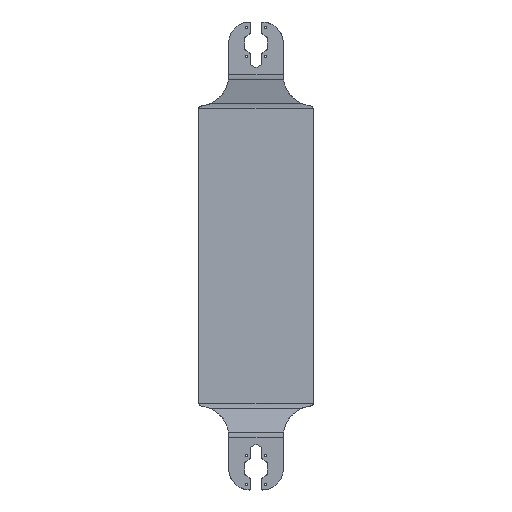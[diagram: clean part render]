
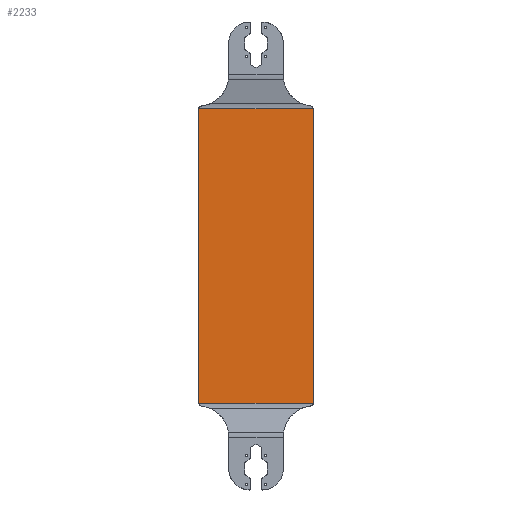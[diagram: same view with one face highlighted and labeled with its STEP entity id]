
A CAD part, front view. The second image highlights one B-rep face of the part: STEP entity #2233.
In plain terms, the highlighted planar face has unit normal (0, -1, 0).
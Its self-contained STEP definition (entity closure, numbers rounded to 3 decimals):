
#3 = VECTOR ( 'NONE', #3368, 1000. ) ;
#91 = CIRCLE ( 'NONE', #3293, 10. ) ;
#99 = CARTESIAN_POINT ( 'NONE',  ( -54.5, -25.609, 9.348 ) ) ;
#106 = ORIENTED_EDGE ( 'NONE', *, *, #2444, .T. ) ;
#124 = VECTOR ( 'NONE', #2696, 1000. ) ;
#200 = ORIENTED_EDGE ( 'NONE', *, *, #492, .T. ) ;
#287 = CARTESIAN_POINT ( 'NONE',  ( -54.5, -25.609, 650.652 ) ) ;
#299 = CARTESIAN_POINT ( 'NONE',  ( -44.5, -25.609, 650.652 ) ) ;
#377 = DIRECTION ( 'NONE',  ( 0., 0., -1. ) ) ;
#402 = VERTEX_POINT ( 'NONE', #287 ) ;
#404 = VECTOR ( 'NONE', #377, 1000. ) ;
#410 = DIRECTION ( 'NONE',  ( 0., 0., 1. ) ) ;
#492 = EDGE_CURVE ( 'NONE', #3604, #2383, #3254, .T. ) ;
#566 = LINE ( 'NONE', #2224, #1816 ) ;
#604 = DIRECTION ( 'NONE',  ( -1., 0., 0. ) ) ;
#626 = DIRECTION ( 'NONE',  ( 0., -1., 0. ) ) ;
#639 = AXIS2_PLACEMENT_3D ( 'NONE', #3795, #3812, #1613 ) ;
#717 = AXIS2_PLACEMENT_3D ( 'NONE', #2533, #2591, #3782 ) ;
#744 = LINE ( 'NONE', #2025, #124 ) ;
#860 = CARTESIAN_POINT ( 'NONE',  ( 198.725, -25.609, 654.511 ) ) ;
#940 = DIRECTION ( 'NONE',  ( 0., 0., 1. ) ) ;
#1190 = EDGE_CURVE ( 'NONE', #1538, #3604, #744, .T. ) ;
#1244 = PLANE ( 'NONE',  #717 ) ;
#1525 = CARTESIAN_POINT ( 'NONE',  ( 199.5, -25.609, 9.348 ) ) ;
#1538 = VERTEX_POINT ( 'NONE', #2543 ) ;
#1566 = DIRECTION ( 'NONE',  ( 0., -1., 0. ) ) ;
#1573 = ORIENTED_EDGE ( 'NONE', *, *, #3128, .F. ) ;
#1613 = DIRECTION ( 'NONE',  ( 0., 0., 1. ) ) ;
#1816 = VECTOR ( 'NONE', #604, 1000. ) ;
#1887 = VERTEX_POINT ( 'NONE', #1958 ) ;
#1958 = CARTESIAN_POINT ( 'NONE',  ( -53.725, -25.609, 654.511 ) ) ;
#2025 = CARTESIAN_POINT ( 'NONE',  ( 193.052, -25.609, 5.489 ) ) ;
#2026 = CIRCLE ( 'NONE', #2758, 10. ) ;
#2030 = VERTEX_POINT ( 'NONE', #99 ) ;
#2188 = VERTEX_POINT ( 'NONE', #3002 ) ;
#2224 = CARTESIAN_POINT ( 'NONE',  ( -48.052, -25.609, 654.511 ) ) ;
#2233 = ADVANCED_FACE ( 'NONE', ( #4093 ), #1244, .F. ) ;
#2383 = VERTEX_POINT ( 'NONE', #1525 ) ;
#2444 = EDGE_CURVE ( 'NONE', #2473, #1887, #566, .T. ) ;
#2473 = VERTEX_POINT ( 'NONE', #860 ) ;
#2533 = CARTESIAN_POINT ( 'NONE',  ( 199.5, -25.609, 660. ) ) ;
#2543 = CARTESIAN_POINT ( 'NONE',  ( -53.725, -25.609, 5.489 ) ) ;
#2591 = DIRECTION ( 'NONE',  ( 0., 1., 0. ) ) ;
#2610 = ORIENTED_EDGE ( 'NONE', *, *, #2814, .T. ) ;
#2640 = ORIENTED_EDGE ( 'NONE', *, *, #3646, .T. ) ;
#2647 = LINE ( 'NONE', #2669, #404 ) ;
#2669 = CARTESIAN_POINT ( 'NONE',  ( -54.5, -25.609, 660. ) ) ;
#2696 = DIRECTION ( 'NONE',  ( 1., 0., 0. ) ) ;
#2758 = AXIS2_PLACEMENT_3D ( 'NONE', #299, #626, #4065 ) ;
#2814 = EDGE_CURVE ( 'NONE', #1887, #402, #2026, .T. ) ;
#2865 = EDGE_CURVE ( 'NONE', #2030, #1538, #91, .T. ) ;
#3002 = CARTESIAN_POINT ( 'NONE',  ( 199.5, -25.609, 650.652 ) ) ;
#3128 = EDGE_CURVE ( 'NONE', #2188, #2383, #3627, .T. ) ;
#3241 = ORIENTED_EDGE ( 'NONE', *, *, #1190, .T. ) ;
#3254 = CIRCLE ( 'NONE', #639, 10. ) ;
#3293 = AXIS2_PLACEMENT_3D ( 'NONE', #4084, #1566, #940 ) ;
#3332 = CARTESIAN_POINT ( 'NONE',  ( 199.5, -25.609, 660. ) ) ;
#3345 = EDGE_LOOP ( 'NONE', ( #2640, #106, #2610, #3665, #4048, #3241, #200, #1573 ) ) ;
#3368 = DIRECTION ( 'NONE',  ( 0., 0., -1. ) ) ;
#3402 = AXIS2_PLACEMENT_3D ( 'NONE', #3555, #3860, #410 ) ;
#3555 = CARTESIAN_POINT ( 'NONE',  ( 189.5, -25.609, 650.652 ) ) ;
#3604 = VERTEX_POINT ( 'NONE', #3907 ) ;
#3627 = LINE ( 'NONE', #3332, #3 ) ;
#3646 = EDGE_CURVE ( 'NONE', #2188, #2473, #3851, .T. ) ;
#3665 = ORIENTED_EDGE ( 'NONE', *, *, #3817, .T. ) ;
#3782 = DIRECTION ( 'NONE',  ( 0., 0., 1. ) ) ;
#3795 = CARTESIAN_POINT ( 'NONE',  ( 189.5, -25.609, 9.348 ) ) ;
#3812 = DIRECTION ( 'NONE',  ( 0., -1., 0. ) ) ;
#3817 = EDGE_CURVE ( 'NONE', #402, #2030, #2647, .T. ) ;
#3851 = CIRCLE ( 'NONE', #3402, 10. ) ;
#3860 = DIRECTION ( 'NONE',  ( 0., -1., 0. ) ) ;
#3907 = CARTESIAN_POINT ( 'NONE',  ( 198.725, -25.609, 5.489 ) ) ;
#4048 = ORIENTED_EDGE ( 'NONE', *, *, #2865, .T. ) ;
#4065 = DIRECTION ( 'NONE',  ( 0., 0., 1. ) ) ;
#4084 = CARTESIAN_POINT ( 'NONE',  ( -44.5, -25.609, 9.348 ) ) ;
#4093 = FACE_OUTER_BOUND ( 'NONE', #3345, .T. ) ;
